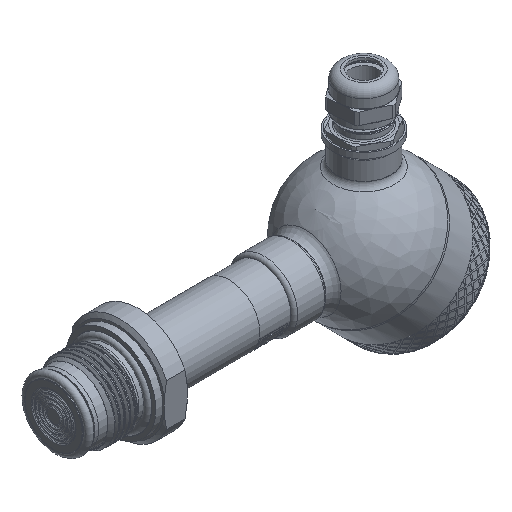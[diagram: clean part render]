
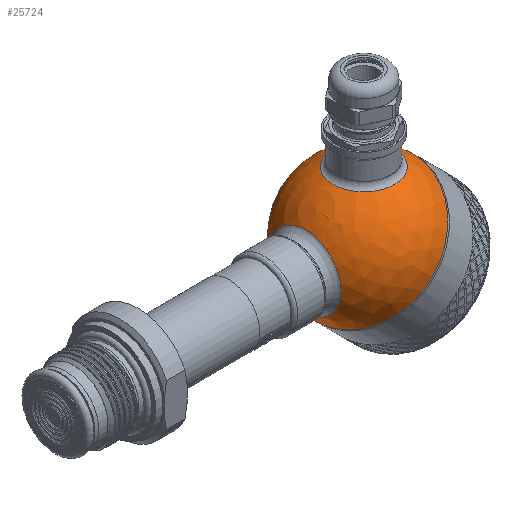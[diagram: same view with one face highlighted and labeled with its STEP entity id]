
A CAD part, isometric view. The second image highlights one B-rep face of the part: STEP entity #25724.
In plain terms, the highlighted spherical face has radius 30 mm.
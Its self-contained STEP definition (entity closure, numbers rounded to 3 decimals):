
#16=SPHERICAL_SURFACE('',#27518,30.);
#4489=FACE_BOUND('',#8240,.T.);
#4490=FACE_BOUND('',#8241,.T.);
#6535=FACE_OUTER_BOUND('',#8239,.T.);
#8239=EDGE_LOOP('',(#20244,#20245,#20246,#20247));
#8240=EDGE_LOOP('',(#20248));
#8241=EDGE_LOOP('',(#20249));
#9744=CIRCLE('',#27515,15.643);
#9747=CIRCLE('',#27519,30.);
#9748=CIRCLE('',#27520,30.);
#9749=CIRCLE('',#27521,30.);
#9750=CIRCLE('',#27522,13.5);
#11124=VERTEX_POINT('',#49243);
#11126=VERTEX_POINT('',#49249);
#11127=VERTEX_POINT('',#49250);
#11128=VERTEX_POINT('',#49252);
#11129=VERTEX_POINT('',#49255);
#14416=EDGE_CURVE('',#11124,#11124,#9744,.T.);
#14419=EDGE_CURVE('',#11126,#11127,#9747,.T.);
#14420=EDGE_CURVE('',#11126,#11128,#9748,.T.);
#14421=EDGE_CURVE('',#11127,#11126,#9749,.T.);
#14422=EDGE_CURVE('',#11129,#11129,#9750,.T.);
#20244=ORIENTED_EDGE('',*,*,#14419,.F.);
#20245=ORIENTED_EDGE('',*,*,#14420,.T.);
#20246=ORIENTED_EDGE('',*,*,#14420,.F.);
#20247=ORIENTED_EDGE('',*,*,#14421,.F.);
#20248=ORIENTED_EDGE('',*,*,#14416,.F.);
#20249=ORIENTED_EDGE('',*,*,#14422,.F.);
#25724=ADVANCED_FACE('',(#6535,#4489,#4490),#16,.T.);
#27515=AXIS2_PLACEMENT_3D('',#49244,#29969,#29970);
#27518=AXIS2_PLACEMENT_3D('',#49248,#29975,#29976);
#27519=AXIS2_PLACEMENT_3D('',#49251,#29977,#29978);
#27520=AXIS2_PLACEMENT_3D('',#49253,#29979,#29980);
#27521=AXIS2_PLACEMENT_3D('',#49254,#29981,#29982);
#27522=AXIS2_PLACEMENT_3D('',#49256,#29983,#29984);
#29969=DIRECTION('center_axis',(-0.707,0.,0.707));
#29970=DIRECTION('ref_axis',(0.707,0.,0.707));
#29975=DIRECTION('center_axis',(1.,0.,0.));
#29976=DIRECTION('ref_axis',(0.,-1.,0.));
#29977=DIRECTION('center_axis',(1.,0.,0.));
#29978=DIRECTION('ref_axis',(0.,1.,0.));
#29979=DIRECTION('center_axis',(0.,0.,1.));
#29980=DIRECTION('ref_axis',(0.,1.,0.));
#29981=DIRECTION('center_axis',(1.,0.,0.));
#29982=DIRECTION('ref_axis',(0.,1.,0.));
#29983=DIRECTION('center_axis',(-0.707,0.,-0.707));
#29984=DIRECTION('ref_axis',(-0.707,0.,0.707));
#49243=CARTESIAN_POINT('',(-29.162,0.,7.04));
#49244=CARTESIAN_POINT('Origin',(-18.101,0.,18.101));
#49248=CARTESIAN_POINT('Origin',(0.,0.,0.));
#49249=CARTESIAN_POINT('',(0.,30.,0.));
#49250=CARTESIAN_POINT('',(0.,-30.,0.));
#49251=CARTESIAN_POINT('Origin',(0.,0.,0.));
#49252=CARTESIAN_POINT('',(-30.,0.,0.));
#49253=CARTESIAN_POINT('Origin',(0.,0.,0.));
#49254=CARTESIAN_POINT('Origin',(0.,0.,0.));
#49255=CARTESIAN_POINT('',(-9.398,0.,-28.49));
#49256=CARTESIAN_POINT('Origin',(-18.944,0.,-18.944));
